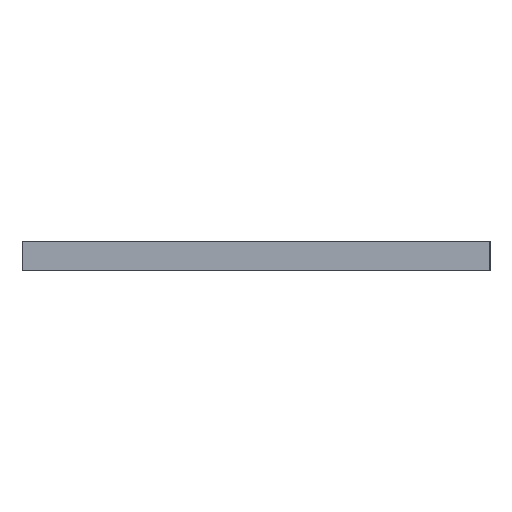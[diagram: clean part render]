
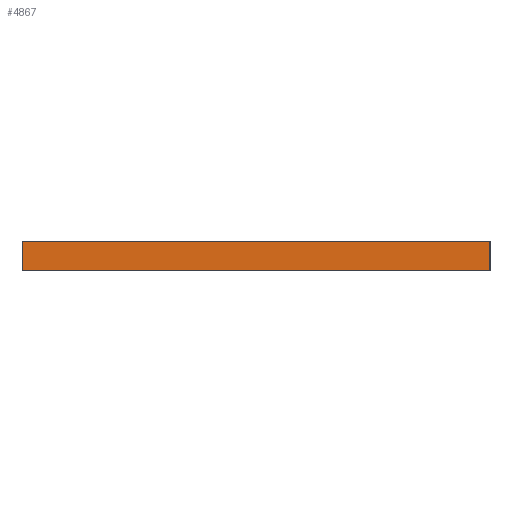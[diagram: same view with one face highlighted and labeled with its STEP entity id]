
A CAD part, left-side view. The second image highlights one B-rep face of the part: STEP entity #4867.
In plain terms, the highlighted planar face has unit normal (-1, 0, 0).
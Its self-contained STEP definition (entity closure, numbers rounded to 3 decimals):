
#641=FACE_OUTER_BOUND('',#918,.T.);
#918=EDGE_LOOP('',(#4404,#4405,#4406,#4407));
#1404=LINE('',#8047,#1887);
#1425=LINE('',#8157,#1908);
#1426=LINE('',#8159,#1909);
#1427=LINE('',#8160,#1910);
#1887=VECTOR('',#6609,10.);
#1908=VECTOR('',#6738,10.);
#1909=VECTOR('',#6739,10.);
#1910=VECTOR('',#6740,10.);
#2347=VERTEX_POINT('',#8044);
#2348=VERTEX_POINT('',#8046);
#2383=VERTEX_POINT('',#8156);
#2384=VERTEX_POINT('',#8158);
#3024=EDGE_CURVE('',#2348,#2347,#1404,.T.);
#3079=EDGE_CURVE('',#2347,#2383,#1425,.T.);
#3080=EDGE_CURVE('',#2384,#2383,#1426,.T.);
#3081=EDGE_CURVE('',#2348,#2384,#1427,.T.);
#4404=ORIENTED_EDGE('',*,*,#3079,.T.);
#4405=ORIENTED_EDGE('',*,*,#3080,.F.);
#4406=ORIENTED_EDGE('',*,*,#3081,.F.);
#4407=ORIENTED_EDGE('',*,*,#3024,.T.);
#4623=PLANE('',#5345);
#4867=ADVANCED_FACE('',(#641),#4623,.T.);
#5345=AXIS2_PLACEMENT_3D('',#8155,#6736,#6737);
#6609=DIRECTION('',(0.,-1.,0.));
#6736=DIRECTION('center_axis',(-1.,0.,0.));
#6737=DIRECTION('ref_axis',(0.,-1.,0.));
#6738=DIRECTION('',(0.,0.,1.));
#6739=DIRECTION('',(0.,-1.,0.));
#6740=DIRECTION('',(0.,0.,1.));
#8044=CARTESIAN_POINT('',(0.,0.,1.569));
#8046=CARTESIAN_POINT('',(0.,96.,1.569));
#8047=CARTESIAN_POINT('',(0.,96.,1.569));
#8155=CARTESIAN_POINT('Origin',(0.,96.,6.569));
#8156=CARTESIAN_POINT('',(0.,0.,7.569));
#8157=CARTESIAN_POINT('',(0.,0.,1.569));
#8158=CARTESIAN_POINT('',(0.,96.,7.569));
#8159=CARTESIAN_POINT('',(0.,72.,7.569));
#8160=CARTESIAN_POINT('',(0.,96.,6.569));
